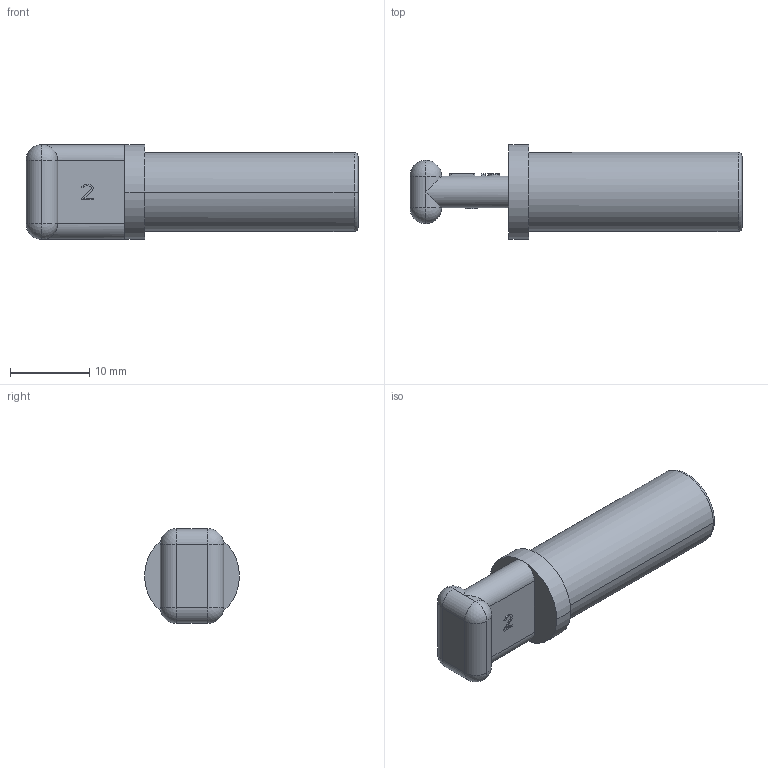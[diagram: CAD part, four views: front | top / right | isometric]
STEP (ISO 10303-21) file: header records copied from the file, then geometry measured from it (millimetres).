
FILE_DESCRIPTION(('STEP AP214'),'1');
FILE_NAME('6826_10_00.stp','2016-07-07T14:44:42',('TraceParts'),('TraceParts S.A.'),'Spatial InterOp 3D',' ',' ');
FILE_SCHEMA(('automotive_design'));
Length unit declared in the file: millimetre
Products named in the file (1): V326-10-00WP
Bounding box: 42 x 12 x 12 mm (x, y, z)
Volume: 1924.7 mm3; surface area: 2201.3 mm2
Topology: 1 solids, 1 shells, 146 faces, 378 edges, 244 vertices
Faces by surface type: plane 111, cylinder 21, sphere 8, torus 4, cone 2
Entity records: 4451 total; most frequent: CARTESIAN_POINT 823, ORIENTED_EDGE 756, DIRECTION 728, EDGE_CURVE 378, LINE 314, VECTOR 314, VERTEX_POINT 244, AXIS2_PLACEMENT_3D 207
